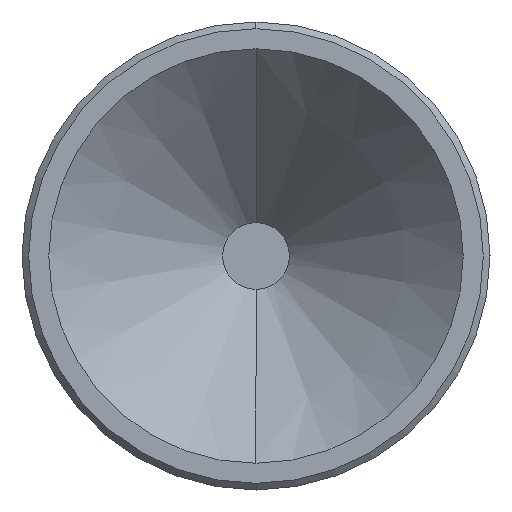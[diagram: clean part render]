
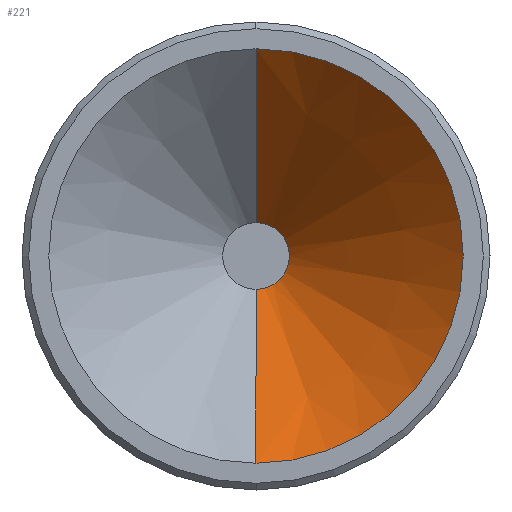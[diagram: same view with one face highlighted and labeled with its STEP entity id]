
A CAD part, left-side view. The second image highlights one B-rep face of the part: STEP entity #221.
In plain terms, the highlighted conical face has half-angle 45 degrees and reference radius 0.064 mm.
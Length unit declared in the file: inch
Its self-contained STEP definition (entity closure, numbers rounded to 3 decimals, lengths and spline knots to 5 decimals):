
#61 = EDGE_LOOP ( 'NONE', ( #722, #600, #880, #651 ) ) ;
#67 = DIRECTION ( 'NONE',  ( -0.707, 0., -0.707 ) ) ;
#99 = EDGE_CURVE ( 'NONE', #839, #1089, #657, .T. ) ;
#103 = VECTOR ( 'NONE', #67, 39.37008 ) ;
#169 = EDGE_CURVE ( 'NONE', #1089, #375, #628, .T. ) ;
#209 = FACE_OUTER_BOUND ( 'NONE', #61, .T. ) ;
#218 = DIRECTION ( 'NONE',  ( -0.707, 0., 0.707 ) ) ;
#221 = ADVANCED_FACE ( 'NONE', ( #209 ), #595, .F. ) ;
#283 = CARTESIAN_POINT ( 'NONE',  ( -0.259, 0., 0. ) ) ;
#333 = CARTESIAN_POINT ( 'NONE',  ( -0.272, 0., 0. ) ) ;
#338 = CARTESIAN_POINT ( 'NONE',  ( -0.259, 0., -0.0025 ) ) ;
#375 = VERTEX_POINT ( 'NONE', #836 ) ;
#435 = AXIS2_PLACEMENT_3D ( 'NONE', #283, #961, #966 ) ;
#447 = CARTESIAN_POINT ( 'NONE',  ( -0.272, 0., 0.0155 ) ) ;
#454 = AXIS2_PLACEMENT_3D ( 'NONE', #505, #768, #1083 ) ;
#505 = CARTESIAN_POINT ( 'NONE',  ( -0.259, 0., 0. ) ) ;
#510 = VERTEX_POINT ( 'NONE', #338 ) ;
#524 = LINE ( 'NONE', #854, #103 ) ;
#595 = CONICAL_SURFACE ( 'NONE', #435, 0.0025, 0.785 ) ;
#600 = ORIENTED_EDGE ( 'NONE', *, *, #715, .T. ) ;
#628 = CIRCLE ( 'NONE', #809, 0.0155 ) ;
#651 = ORIENTED_EDGE ( 'NONE', *, *, #99, .F. ) ;
#657 = LINE ( 'NONE', #984, #746 ) ;
#691 = DIRECTION ( 'NONE',  ( 1., 0., 0. ) ) ;
#715 = EDGE_CURVE ( 'NONE', #510, #375, #524, .T. ) ;
#722 = ORIENTED_EDGE ( 'NONE', *, *, #739, .T. ) ;
#739 = EDGE_CURVE ( 'NONE', #839, #510, #748, .T. ) ;
#746 = VECTOR ( 'NONE', #218, 39.37008 ) ;
#748 = CIRCLE ( 'NONE', #454, 0.0025 ) ;
#768 = DIRECTION ( 'NONE',  ( 1., 0., 0. ) ) ;
#809 = AXIS2_PLACEMENT_3D ( 'NONE', #333, #691, #1012 ) ;
#829 = CARTESIAN_POINT ( 'NONE',  ( -0.259, 0., 0.0025 ) ) ;
#836 = CARTESIAN_POINT ( 'NONE',  ( -0.272, 0., -0.0155 ) ) ;
#839 = VERTEX_POINT ( 'NONE', #829 ) ;
#854 = CARTESIAN_POINT ( 'NONE',  ( -0.259, 0., -0.0025 ) ) ;
#880 = ORIENTED_EDGE ( 'NONE', *, *, #169, .F. ) ;
#961 = DIRECTION ( 'NONE',  ( -1., 0., 0. ) ) ;
#966 = DIRECTION ( 'NONE',  ( 0., 0., 1. ) ) ;
#984 = CARTESIAN_POINT ( 'NONE',  ( -0.259, 0., 0.0025 ) ) ;
#1012 = DIRECTION ( 'NONE',  ( 0., 0., -1. ) ) ;
#1083 = DIRECTION ( 'NONE',  ( 0., 0., -1. ) ) ;
#1089 = VERTEX_POINT ( 'NONE', #447 ) ;
